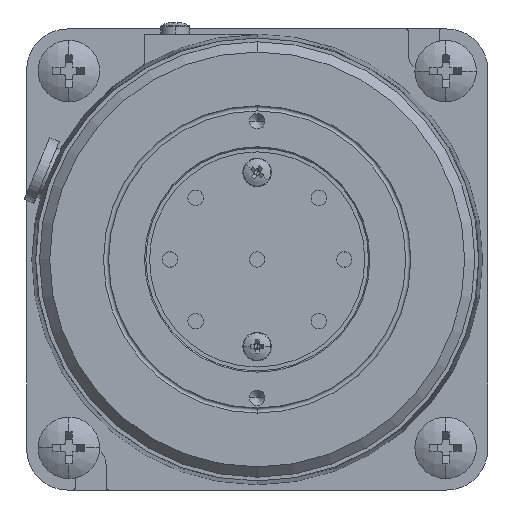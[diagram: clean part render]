
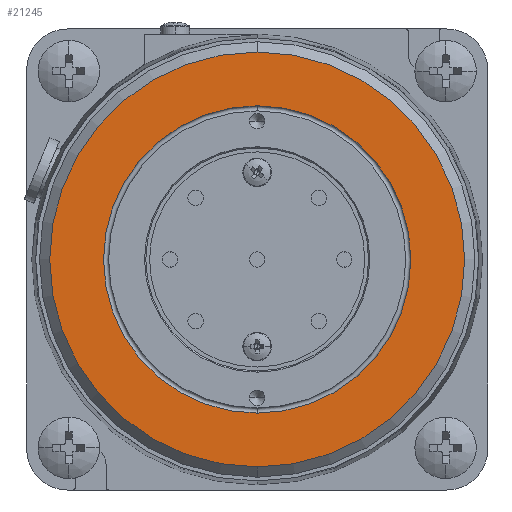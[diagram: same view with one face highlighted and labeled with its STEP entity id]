
A CAD part, left-side view. The second image highlights one B-rep face of the part: STEP entity #21245.
In plain terms, the highlighted planar face has unit normal (-1, 0, 0).
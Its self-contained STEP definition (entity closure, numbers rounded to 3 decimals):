
#233 = DIRECTION ( 'NONE',  ( -1., 0., 0. ) ) ;
#776 = AXIS2_PLACEMENT_3D ( 'NONE', #3872, #12706, #21598 ) ;
#1690 = DIRECTION ( 'NONE',  ( -1., 0., 0. ) ) ;
#1851 = FACE_OUTER_BOUND ( 'NONE', #27427, .T. ) ;
#2060 = VERTEX_POINT ( 'NONE', #16720 ) ;
#2868 = EDGE_LOOP ( 'NONE', ( #20813, #20375 ) ) ;
#3188 = DIRECTION ( 'NONE',  ( -1., 0., 0. ) ) ;
#3448 = CARTESIAN_POINT ( 'NONE',  ( 2533.792, -775.157, -30. ) ) ;
#3872 = CARTESIAN_POINT ( 'NONE',  ( 2533.792, -775.157, 0. ) ) ;
#4608 = CIRCLE ( 'NONE', #8322, 40.5 ) ;
#5271 = ORIENTED_EDGE ( 'NONE', *, *, #27113, .T. ) ;
#5418 = EDGE_CURVE ( 'NONE', #2060, #19940, #20790, .T. ) ;
#8322 = AXIS2_PLACEMENT_3D ( 'NONE', #21589, #1690, #10532 ) ;
#8506 = DIRECTION ( 'NONE',  ( -1., 0., 0. ) ) ;
#9059 = DIRECTION ( 'NONE',  ( 0., 0., 1. ) ) ;
#10532 = DIRECTION ( 'NONE',  ( 0., 0., 1. ) ) ;
#10689 = FACE_BOUND ( 'NONE', #2868, .T. ) ;
#10750 = EDGE_CURVE ( 'NONE', #19940, #2060, #28055, .T. ) ;
#12018 = DIRECTION ( 'NONE',  ( 0., 0., 1. ) ) ;
#12706 = DIRECTION ( 'NONE',  ( -1., 0., 0. ) ) ;
#13287 = CIRCLE ( 'NONE', #776, 40.5 ) ;
#13908 = VERTEX_POINT ( 'NONE', #23019 ) ;
#15501 = AXIS2_PLACEMENT_3D ( 'NONE', #23078, #3188, #12018 ) ;
#16720 = CARTESIAN_POINT ( 'NONE',  ( 2533.792, -775.157, 30. ) ) ;
#17391 = DIRECTION ( 'NONE',  ( 0., 0., 1. ) ) ;
#19572 = PLANE ( 'NONE',  #26799 ) ;
#19940 = VERTEX_POINT ( 'NONE', #3448 ) ;
#20123 = CARTESIAN_POINT ( 'NONE',  ( 2533.792, -775.157, 0. ) ) ;
#20375 = ORIENTED_EDGE ( 'NONE', *, *, #10750, .F. ) ;
#20790 = CIRCLE ( 'NONE', #24497, 30. ) ;
#20813 = ORIENTED_EDGE ( 'NONE', *, *, #5418, .F. ) ;
#21245 = ADVANCED_FACE ( 'NONE', ( #1851, #10689 ), #19572, .T. ) ;
#21589 = CARTESIAN_POINT ( 'NONE',  ( 2533.792, -775.157, 0. ) ) ;
#21598 = DIRECTION ( 'NONE',  ( 0., 0., 1. ) ) ;
#23019 = CARTESIAN_POINT ( 'NONE',  ( 2533.792, -775.157, 40.5 ) ) ;
#23078 = CARTESIAN_POINT ( 'NONE',  ( 2533.792, -775.157, 0. ) ) ;
#24494 = VERTEX_POINT ( 'NONE', #27784 ) ;
#24497 = AXIS2_PLACEMENT_3D ( 'NONE', #20123, #233, #9059 ) ;
#24924 = EDGE_CURVE ( 'NONE', #13908, #24494, #13287, .T. ) ;
#26799 = AXIS2_PLACEMENT_3D ( 'NONE', #28418, #8506, #17391 ) ;
#27113 = EDGE_CURVE ( 'NONE', #24494, #13908, #4608, .T. ) ;
#27427 = EDGE_LOOP ( 'NONE', ( #5271, #27763 ) ) ;
#27763 = ORIENTED_EDGE ( 'NONE', *, *, #24924, .T. ) ;
#27784 = CARTESIAN_POINT ( 'NONE',  ( 2533.792, -775.157, -40.5 ) ) ;
#28055 = CIRCLE ( 'NONE', #15501, 30. ) ;
#28418 = CARTESIAN_POINT ( 'NONE',  ( 2533.792, -745.157, 0. ) ) ;
